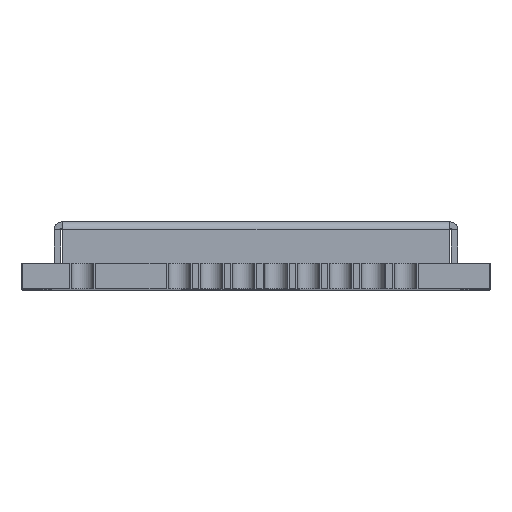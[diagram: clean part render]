
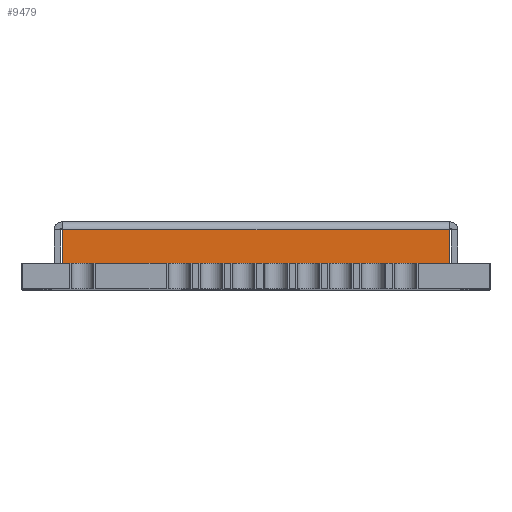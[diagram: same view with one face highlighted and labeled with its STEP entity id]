
A CAD part, top view. The second image highlights one B-rep face of the part: STEP entity #9479.
In plain terms, the highlighted planar face has unit normal (0, 0, 1).
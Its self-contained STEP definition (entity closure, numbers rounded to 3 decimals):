
#131 = ORIENTED_EDGE ( 'NONE', *, *, #3521, .F. ) ;
#584 = CARTESIAN_POINT ( 'NONE',  ( 6.079, 1.863, 9.658 ) ) ;
#917 = EDGE_CURVE ( 'NONE', #5376, #5145, #14776, .T. ) ;
#1739 = CARTESIAN_POINT ( 'NONE',  ( -6.079, 1.863, 9.658 ) ) ;
#1943 = DIRECTION ( 'NONE',  ( -1., 0., 0. ) ) ;
#2517 = DIRECTION ( 'NONE',  ( 0., 1., 0. ) ) ;
#2688 = PLANE ( 'NONE',  #21405 ) ;
#3521 = EDGE_CURVE ( 'NONE', #9464, #5376, #16533, .T. ) ;
#3971 = DIRECTION ( 'NONE',  ( 0., -1., 0. ) ) ;
#3978 = CARTESIAN_POINT ( 'NONE',  ( -6.079, 0., 9.658 ) ) ;
#4127 = FACE_OUTER_BOUND ( 'NONE', #25468, .T. ) ;
#5145 = VERTEX_POINT ( 'NONE', #17178 ) ;
#5376 = VERTEX_POINT ( 'NONE', #11514 ) ;
#6788 = CARTESIAN_POINT ( 'NONE',  ( 0., 0., 9.658 ) ) ;
#9464 = VERTEX_POINT ( 'NONE', #584 ) ;
#9479 = ADVANCED_FACE ( 'NONE', ( #4127 ), #2688, .F. ) ;
#9505 = VECTOR ( 'NONE', #14280, 1000. ) ;
#10123 = CARTESIAN_POINT ( 'NONE',  ( 6.35, 1.863, 9.658 ) ) ;
#11514 = CARTESIAN_POINT ( 'NONE',  ( 6.079, 0.813, 9.658 ) ) ;
#12434 = CARTESIAN_POINT ( 'NONE',  ( 6.079, 1.913, 9.658 ) ) ;
#14280 = DIRECTION ( 'NONE',  ( 0., -1., 0. ) ) ;
#14547 = LINE ( 'NONE', #10123, #25334 ) ;
#14776 = LINE ( 'NONE', #16134, #17406 ) ;
#16134 = CARTESIAN_POINT ( 'NONE',  ( 6.35, 0.813, 9.658 ) ) ;
#16533 = LINE ( 'NONE', #12434, #19141 ) ;
#16616 = VERTEX_POINT ( 'NONE', #1739 ) ;
#17178 = CARTESIAN_POINT ( 'NONE',  ( -6.079, 0.813, 9.658 ) ) ;
#17406 = VECTOR ( 'NONE', #1943, 1000. ) ;
#19141 = VECTOR ( 'NONE', #3971, 1000. ) ;
#19190 = ORIENTED_EDGE ( 'NONE', *, *, #26534, .T. ) ;
#20307 = ORIENTED_EDGE ( 'NONE', *, *, #917, .F. ) ;
#20603 = LINE ( 'NONE', #3978, #9505 ) ;
#21405 = AXIS2_PLACEMENT_3D ( 'NONE', #6788, #25986, #2517 ) ;
#22692 = DIRECTION ( 'NONE',  ( 1., 0., 0. ) ) ;
#25334 = VECTOR ( 'NONE', #22692, 1000. ) ;
#25468 = EDGE_LOOP ( 'NONE', ( #26033, #19190, #20307, #131 ) ) ;
#25986 = DIRECTION ( 'NONE',  ( 0., 0., -1. ) ) ;
#26033 = ORIENTED_EDGE ( 'NONE', *, *, #26957, .F. ) ;
#26534 = EDGE_CURVE ( 'NONE', #16616, #5145, #20603, .T. ) ;
#26957 = EDGE_CURVE ( 'NONE', #16616, #9464, #14547, .T. ) ;
